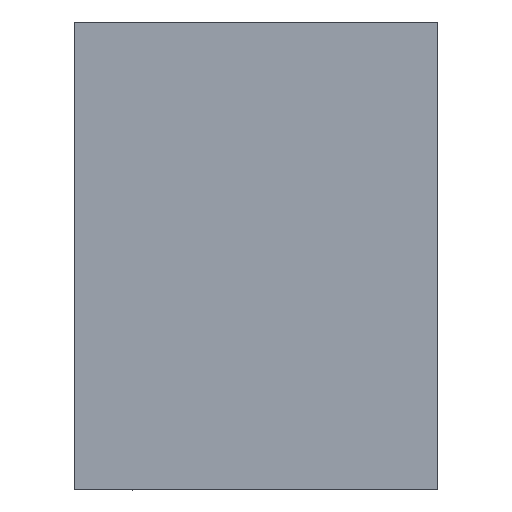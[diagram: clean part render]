
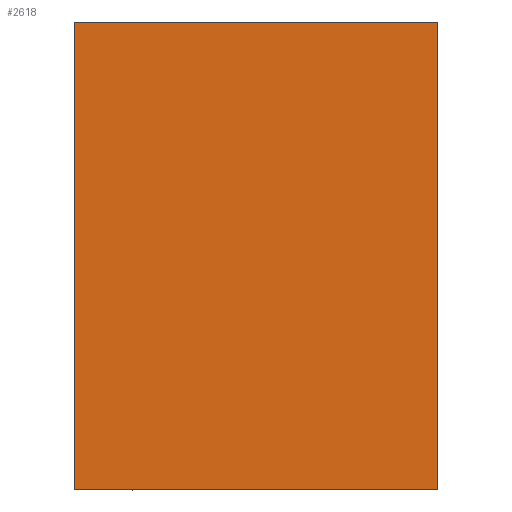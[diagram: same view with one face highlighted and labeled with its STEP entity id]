
A CAD part, top view. The second image highlights one B-rep face of the part: STEP entity #2618.
In plain terms, the highlighted planar face has unit normal (0, 0, 1).
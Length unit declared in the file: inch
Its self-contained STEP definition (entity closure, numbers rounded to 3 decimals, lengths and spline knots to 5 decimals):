
#2524=DIRECTION('',(0.,-1.,0.));
#2525=VECTOR('',#2524,1.8);
#2526=CARTESIAN_POINT('',(4.26054,10.6708,0.49));
#2527=LINE('',#2526,#2525);
#2540=DIRECTION('',(-1.,0.,0.));
#2541=VECTOR('',#2540,1.4);
#2542=CARTESIAN_POINT('',(4.26054,8.8708,0.49));
#2543=LINE('',#2542,#2541);
#2552=DIRECTION('',(1.,0.,0.));
#2553=VECTOR('',#2552,1.4);
#2554=CARTESIAN_POINT('',(2.86054,10.6708,0.49));
#2555=LINE('',#2554,#2553);
#2560=DIRECTION('',(0.,1.,0.));
#2561=VECTOR('',#2560,1.8);
#2562=CARTESIAN_POINT('',(2.86054,8.8708,0.49));
#2563=LINE('',#2562,#2561);
#2572=CARTESIAN_POINT('',(4.26054,10.6708,0.49));
#2573=CARTESIAN_POINT('',(4.26054,8.8708,0.49));
#2574=VERTEX_POINT('',#2572);
#2575=VERTEX_POINT('',#2573);
#2576=CARTESIAN_POINT('',(2.86054,8.8708,0.49));
#2577=VERTEX_POINT('',#2576);
#2582=CARTESIAN_POINT('',(2.86054,10.6708,0.49));
#2583=VERTEX_POINT('',#2582);
#2604=CARTESIAN_POINT('',(3.56054,9.7708,0.49));
#2605=DIRECTION('',(0.,0.,1.));
#2606=DIRECTION('',(1.,0.,0.));
#2607=AXIS2_PLACEMENT_3D('',#2604,#2605,#2606);
#2608=PLANE('',#2607);
#2609=ORIENTED_EDGE('',*,*,#2593,.T.);
#2611=ORIENTED_EDGE('',*,*,#2610,.T.);
#2613=ORIENTED_EDGE('',*,*,#2612,.T.);
#2615=ORIENTED_EDGE('',*,*,#2614,.T.);
#2616=EDGE_LOOP('',(#2609,#2611,#2613,#2615));
#2617=FACE_OUTER_BOUND('',#2616,.F.);
#2593=EDGE_CURVE('',#2574,#2575,#2527,.T.);
#2610=EDGE_CURVE('',#2575,#2577,#2543,.T.);
#2612=EDGE_CURVE('',#2577,#2583,#2563,.T.);
#2614=EDGE_CURVE('',#2583,#2574,#2555,.T.);
#2618=ADVANCED_FACE('',(#2617),#2608,.T.);
